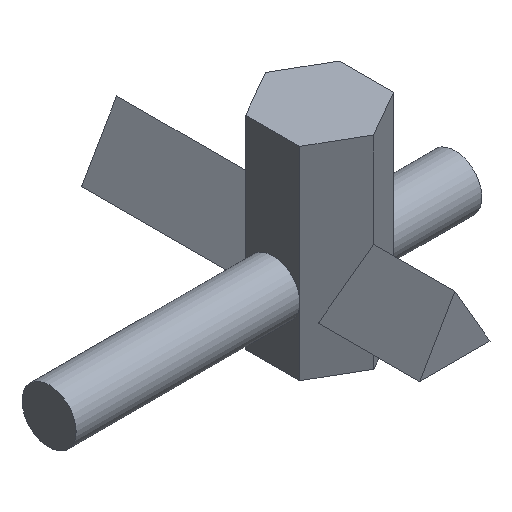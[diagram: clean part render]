
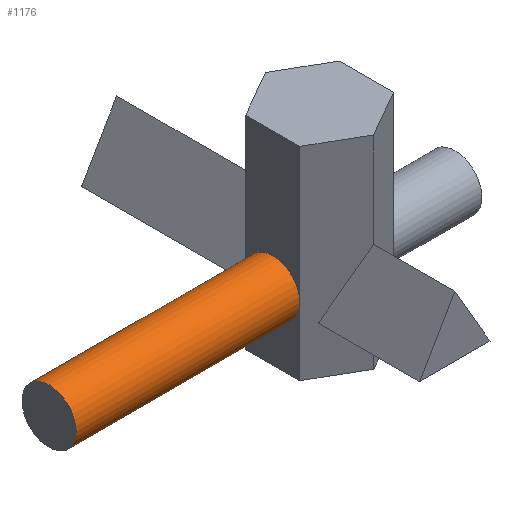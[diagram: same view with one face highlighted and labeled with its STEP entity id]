
A CAD part, isometric view. The second image highlights one B-rep face of the part: STEP entity #1176.
In plain terms, the highlighted cylindrical face has radius 2 mm (diameter 4 mm), a full revolution.
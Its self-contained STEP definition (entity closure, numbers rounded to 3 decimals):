
#419 = VERTEX_POINT('',#420);
#420 = CARTESIAN_POINT('',(-3.464,-2.,0.));
#434 = PLANE('',#435);
#435 = AXIS2_PLACEMENT_3D('',#436,#437,#438);
#436 = CARTESIAN_POINT('',(-3.464,2.,-5.));
#437 = DIRECTION('',(1.,0.,0.));
#438 = DIRECTION('',(0.,-1.,0.));
#462 = PLANE('',#463);
#463 = AXIS2_PLACEMENT_3D('',#464,#465,#466);
#464 = CARTESIAN_POINT('',(-3.464,2.,-5.));
#465 = DIRECTION('',(1.,0.,0.));
#466 = DIRECTION('',(0.,-1.,0.));
#856 = EDGE_CURVE('',#419,#857,#859,.T.);
#857 = VERTEX_POINT('',#858);
#858 = CARTESIAN_POINT('',(-3.464,2.,0.));
#859 = SURFACE_CURVE('',#860,(#865,#876),.PCURVE_S1.);
#860 = CIRCLE('',#861,2.);
#861 = AXIS2_PLACEMENT_3D('',#862,#863,#864);
#862 = CARTESIAN_POINT('',(-3.464,0.,0.));
#863 = DIRECTION('',(-1.,0.,0.));
#864 = DIRECTION('',(0.,1.,0.));
#865 = PCURVE('',#462,#866);
#866 = DEFINITIONAL_REPRESENTATION('',(#867),#875);
#867 = ( BOUNDED_CURVE() B_SPLINE_CURVE(2,(#868,#869,#870,#871,#872,#873
,#874),.UNSPECIFIED.,.T.,.F.) B_SPLINE_CURVE_WITH_KNOTS((1,2,2,2,2,1),(
    -2.094,0.,2.094,4.189,6.283,
8.378),.UNSPECIFIED.) CURVE() GEOMETRIC_REPRESENTATION_ITEM() 
RATIONAL_B_SPLINE_CURVE((1.,0.5,1.,0.5,1.,0.5,1.)) REPRESENTATION_ITEM(
  '') );
#868 = CARTESIAN_POINT('',(0.,-5.));
#869 = CARTESIAN_POINT('',(0.,-1.536));
#870 = CARTESIAN_POINT('',(3.,-3.268));
#871 = CARTESIAN_POINT('',(6.,-5.));
#872 = CARTESIAN_POINT('',(3.,-6.732));
#873 = CARTESIAN_POINT('',(0.,-8.464));
#874 = CARTESIAN_POINT('',(0.,-5.));
#875 = ( GEOMETRIC_REPRESENTATION_CONTEXT(2) 
PARAMETRIC_REPRESENTATION_CONTEXT() REPRESENTATION_CONTEXT('2D SPACE',''
  ) );
#876 = PCURVE('',#877,#882);
#877 = CYLINDRICAL_SURFACE('',#878,2.);
#878 = AXIS2_PLACEMENT_3D('',#879,#880,#881);
#879 = CARTESIAN_POINT('',(-20.,0.,0.));
#880 = DIRECTION('',(-1.,0.,0.));
#881 = DIRECTION('',(0.,1.,0.));
#882 = DEFINITIONAL_REPRESENTATION('',(#883),#887);
#883 = LINE('',#884,#885);
#884 = CARTESIAN_POINT('',(-6.283,-16.536));
#885 = VECTOR('',#886,1.);
#886 = DIRECTION('',(1.,-0.));
#887 = ( GEOMETRIC_REPRESENTATION_CONTEXT(2) 
PARAMETRIC_REPRESENTATION_CONTEXT() REPRESENTATION_CONTEXT('2D SPACE',''
  ) );
#937 = EDGE_CURVE('',#857,#419,#938,.T.);
#938 = SURFACE_CURVE('',#939,(#944,#955),.PCURVE_S1.);
#939 = CIRCLE('',#940,2.);
#940 = AXIS2_PLACEMENT_3D('',#941,#942,#943);
#941 = CARTESIAN_POINT('',(-3.464,0.,0.));
#942 = DIRECTION('',(-1.,0.,0.));
#943 = DIRECTION('',(0.,1.,0.));
#944 = PCURVE('',#434,#945);
#945 = DEFINITIONAL_REPRESENTATION('',(#946),#954);
#946 = ( BOUNDED_CURVE() B_SPLINE_CURVE(2,(#947,#948,#949,#950,#951,#952
,#953),.UNSPECIFIED.,.T.,.F.) B_SPLINE_CURVE_WITH_KNOTS((1,2,2,2,2,1),(
    -2.094,0.,2.094,4.189,6.283,
8.378),.UNSPECIFIED.) CURVE() GEOMETRIC_REPRESENTATION_ITEM() 
RATIONAL_B_SPLINE_CURVE((1.,0.5,1.,0.5,1.,0.5,1.)) REPRESENTATION_ITEM(
  '') );
#947 = CARTESIAN_POINT('',(0.,-5.));
#948 = CARTESIAN_POINT('',(0.,-1.536));
#949 = CARTESIAN_POINT('',(3.,-3.268));
#950 = CARTESIAN_POINT('',(6.,-5.));
#951 = CARTESIAN_POINT('',(3.,-6.732));
#952 = CARTESIAN_POINT('',(0.,-8.464));
#953 = CARTESIAN_POINT('',(0.,-5.));
#954 = ( GEOMETRIC_REPRESENTATION_CONTEXT(2) 
PARAMETRIC_REPRESENTATION_CONTEXT() REPRESENTATION_CONTEXT('2D SPACE',''
  ) );
#955 = PCURVE('',#877,#956);
#956 = DEFINITIONAL_REPRESENTATION('',(#957),#961);
#957 = LINE('',#958,#959);
#958 = CARTESIAN_POINT('',(-6.283,-16.536));
#959 = VECTOR('',#960,1.);
#960 = DIRECTION('',(1.,-0.));
#961 = ( GEOMETRIC_REPRESENTATION_CONTEXT(2) 
PARAMETRIC_REPRESENTATION_CONTEXT() REPRESENTATION_CONTEXT('2D SPACE',''
  ) );
#1176 = ADVANCED_FACE('',(#1177),#877,.T.);
#1177 = FACE_BOUND('',#1178,.F.);
#1178 = EDGE_LOOP('',(#1179,#1208,#1229,#1230,#1231));
#1179 = ORIENTED_EDGE('',*,*,#1180,.F.);
#1180 = EDGE_CURVE('',#1181,#1181,#1183,.T.);
#1181 = VERTEX_POINT('',#1182);
#1182 = CARTESIAN_POINT('',(-20.,2.,0.));
#1183 = SURFACE_CURVE('',#1184,(#1189,#1196),.PCURVE_S1.);
#1184 = CIRCLE('',#1185,2.);
#1185 = AXIS2_PLACEMENT_3D('',#1186,#1187,#1188);
#1186 = CARTESIAN_POINT('',(-20.,0.,0.));
#1187 = DIRECTION('',(1.,0.,0.));
#1188 = DIRECTION('',(0.,1.,0.));
#1189 = PCURVE('',#877,#1190);
#1190 = DEFINITIONAL_REPRESENTATION('',(#1191),#1195);
#1191 = LINE('',#1192,#1193);
#1192 = CARTESIAN_POINT('',(-0.,0.));
#1193 = VECTOR('',#1194,1.);
#1194 = DIRECTION('',(-1.,0.));
#1195 = ( GEOMETRIC_REPRESENTATION_CONTEXT(2) 
PARAMETRIC_REPRESENTATION_CONTEXT() REPRESENTATION_CONTEXT('2D SPACE',''
  ) );
#1196 = PCURVE('',#1197,#1202);
#1197 = PLANE('',#1198);
#1198 = AXIS2_PLACEMENT_3D('',#1199,#1200,#1201);
#1199 = CARTESIAN_POINT('',(-20.,0.,0.));
#1200 = DIRECTION('',(1.,0.,0.));
#1201 = DIRECTION('',(0.,0.,1.));
#1202 = DEFINITIONAL_REPRESENTATION('',(#1203),#1207);
#1203 = CIRCLE('',#1204,2.);
#1204 = AXIS2_PLACEMENT_2D('',#1205,#1206);
#1205 = CARTESIAN_POINT('',(0.,0.));
#1206 = DIRECTION('',(0.,-1.));
#1207 = ( GEOMETRIC_REPRESENTATION_CONTEXT(2) 
PARAMETRIC_REPRESENTATION_CONTEXT() REPRESENTATION_CONTEXT('2D SPACE',''
  ) );
#1208 = ORIENTED_EDGE('',*,*,#1209,.T.);
#1209 = EDGE_CURVE('',#1181,#857,#1210,.T.);
#1210 = SEAM_CURVE('',#1211,(#1215,#1222),.PCURVE_S1.);
#1211 = LINE('',#1212,#1213);
#1212 = CARTESIAN_POINT('',(-20.,2.,0.));
#1213 = VECTOR('',#1214,1.);
#1214 = DIRECTION('',(1.,0.,0.));
#1215 = PCURVE('',#877,#1216);
#1216 = DEFINITIONAL_REPRESENTATION('',(#1217),#1221);
#1217 = LINE('',#1218,#1219);
#1218 = CARTESIAN_POINT('',(-6.283,0.));
#1219 = VECTOR('',#1220,1.);
#1220 = DIRECTION('',(-0.,-1.));
#1221 = ( GEOMETRIC_REPRESENTATION_CONTEXT(2) 
PARAMETRIC_REPRESENTATION_CONTEXT() REPRESENTATION_CONTEXT('2D SPACE',''
  ) );
#1222 = PCURVE('',#877,#1223);
#1223 = DEFINITIONAL_REPRESENTATION('',(#1224),#1228);
#1224 = LINE('',#1225,#1226);
#1225 = CARTESIAN_POINT('',(-0.,0.));
#1226 = VECTOR('',#1227,1.);
#1227 = DIRECTION('',(-0.,-1.));
#1228 = ( GEOMETRIC_REPRESENTATION_CONTEXT(2) 
PARAMETRIC_REPRESENTATION_CONTEXT() REPRESENTATION_CONTEXT('2D SPACE',''
  ) );
#1229 = ORIENTED_EDGE('',*,*,#856,.F.);
#1230 = ORIENTED_EDGE('',*,*,#937,.F.);
#1231 = ORIENTED_EDGE('',*,*,#1209,.F.);
